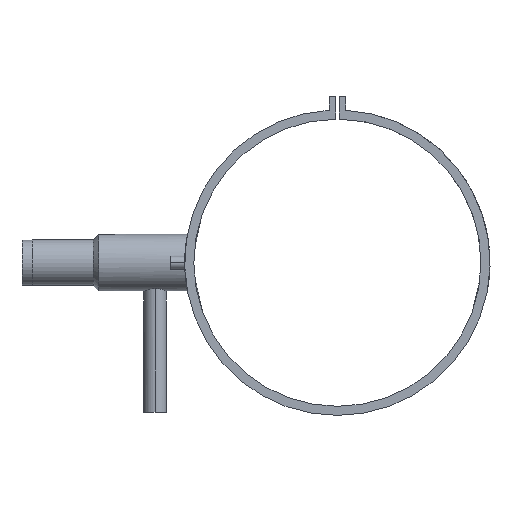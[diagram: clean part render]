
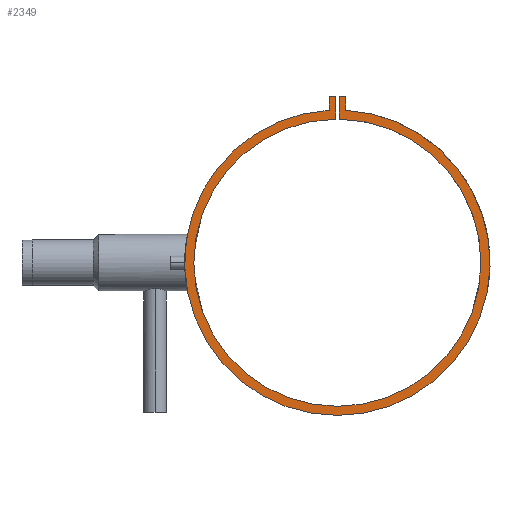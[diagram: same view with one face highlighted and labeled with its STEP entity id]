
A CAD part, left-side view. The second image highlights one B-rep face of the part: STEP entity #2349.
In plain terms, the highlighted planar face has unit normal (-1, 0, 0).
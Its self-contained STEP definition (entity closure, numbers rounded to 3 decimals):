
#131 = EDGE_CURVE ( 'NONE', #1515, #544, #2149, .T. ) ;
#134 = EDGE_CURVE ( 'NONE', #1390, #1152, #1883, .T. ) ;
#191 = LINE ( 'NONE', #1086, #1065 ) ;
#241 = DIRECTION ( 'NONE',  ( 0., -1., 0. ) ) ;
#268 = EDGE_CURVE ( 'NONE', #544, #1227, #1643, .T. ) ;
#307 = CARTESIAN_POINT ( 'NONE',  ( -80., -2., 182.258 ) ) ;
#314 = VERTEX_POINT ( 'NONE', #990 ) ;
#413 = CARTESIAN_POINT ( 'NONE',  ( -80., -9., 182.258 ) ) ;
#511 = VECTOR ( 'NONE', #241, 1000. ) ;
#519 = CARTESIAN_POINT ( 'NONE',  ( -80., 2., 182.258 ) ) ;
#542 = EDGE_CURVE ( 'NONE', #1227, #1270, #191, .T. ) ;
#544 = VERTEX_POINT ( 'NONE', #2463 ) ;
#615 = VECTOR ( 'NONE', #626, 1000. ) ;
#626 = DIRECTION ( 'NONE',  ( 0., -1., 0. ) ) ;
#652 = DIRECTION ( 'NONE',  ( 0., 0., -1. ) ) ;
#673 = DIRECTION ( 'NONE',  ( 0., 0., -1. ) ) ;
#754 = LINE ( 'NONE', #1571, #1538 ) ;
#758 = EDGE_CURVE ( 'NONE', #1270, #1033, #1638, .T. ) ;
#800 = CARTESIAN_POINT ( 'NONE',  ( -80., 2., 157.487 ) ) ;
#831 = EDGE_CURVE ( 'NONE', #314, #1515, #1331, .T. ) ;
#854 = VECTOR ( 'NONE', #1181, 1000. ) ;
#890 = PLANE ( 'NONE',  #2099 ) ;
#923 = CARTESIAN_POINT ( 'NONE',  ( -80., 0., 0. ) ) ;
#990 = CARTESIAN_POINT ( 'NONE',  ( -80., -2., 182.258 ) ) ;
#1033 = VERTEX_POINT ( 'NONE', #519 ) ;
#1065 = VECTOR ( 'NONE', #1837, 1000. ) ;
#1086 = CARTESIAN_POINT ( 'NONE',  ( -80., 9., 182.258 ) ) ;
#1152 = VERTEX_POINT ( 'NONE', #1177 ) ;
#1177 = CARTESIAN_POINT ( 'NONE',  ( -80., -2., 157.487 ) ) ;
#1181 = DIRECTION ( 'NONE',  ( 0., 0., 1. ) ) ;
#1227 = VERTEX_POINT ( 'NONE', #1927 ) ;
#1265 = EDGE_LOOP ( 'NONE', ( #1509, #1497, #1494, #1482, #1477, #1469, #1465, #1457 ) ) ;
#1270 = VERTEX_POINT ( 'NONE', #2395 ) ;
#1273 = DIRECTION ( 'NONE',  ( 0., 0., -1. ) ) ;
#1331 = LINE ( 'NONE', #2036, #511 ) ;
#1390 = VERTEX_POINT ( 'NONE', #800 ) ;
#1457 = ORIENTED_EDGE ( 'NONE', *, *, #542, .F. ) ;
#1465 = ORIENTED_EDGE ( 'NONE', *, *, #758, .F. ) ;
#1469 = ORIENTED_EDGE ( 'NONE', *, *, #1854, .F. ) ;
#1477 = ORIENTED_EDGE ( 'NONE', *, *, #134, .F. ) ;
#1482 = ORIENTED_EDGE ( 'NONE', *, *, #2207, .F. ) ;
#1494 = ORIENTED_EDGE ( 'NONE', *, *, #831, .F. ) ;
#1497 = ORIENTED_EDGE ( 'NONE', *, *, #131, .F. ) ;
#1509 = ORIENTED_EDGE ( 'NONE', *, *, #268, .F. ) ;
#1515 = VERTEX_POINT ( 'NONE', #1624 ) ;
#1538 = VECTOR ( 'NONE', #2227, 1000. ) ;
#1571 = CARTESIAN_POINT ( 'NONE',  ( -80., 2., 182.258 ) ) ;
#1624 = CARTESIAN_POINT ( 'NONE',  ( -80., -9., 182.258 ) ) ;
#1638 = LINE ( 'NONE', #2288, #615 ) ;
#1641 = AXIS2_PLACEMENT_3D ( 'NONE', #923, #1701, #2342 ) ;
#1643 = CIRCLE ( 'NONE', #1641, 167.5 ) ;
#1658 = CARTESIAN_POINT ( 'NONE',  ( -80., 0., 0. ) ) ;
#1673 = CARTESIAN_POINT ( 'NONE',  ( -80., 0., 0. ) ) ;
#1701 = DIRECTION ( 'NONE',  ( 1., 0., 0. ) ) ;
#1837 = DIRECTION ( 'NONE',  ( 0., 0., 1. ) ) ;
#1853 = AXIS2_PLACEMENT_3D ( 'NONE', #1658, #2303, #652 ) ;
#1854 = EDGE_CURVE ( 'NONE', #1033, #1390, #754, .T. ) ;
#1883 = CIRCLE ( 'NONE', #1853, 157.5 ) ;
#1885 = VECTOR ( 'NONE', #1273, 1000. ) ;
#1927 = CARTESIAN_POINT ( 'NONE',  ( -80., 9., 167.258 ) ) ;
#2036 = CARTESIAN_POINT ( 'NONE',  ( -80., -2., 182.258 ) ) ;
#2083 = LINE ( 'NONE', #307, #854 ) ;
#2099 = AXIS2_PLACEMENT_3D ( 'NONE', #1673, #2315, #673 ) ;
#2149 = LINE ( 'NONE', #413, #1885 ) ;
#2207 = EDGE_CURVE ( 'NONE', #1152, #314, #2083, .T. ) ;
#2227 = DIRECTION ( 'NONE',  ( 0., 0., -1. ) ) ;
#2288 = CARTESIAN_POINT ( 'NONE',  ( -80., 9., 182.258 ) ) ;
#2303 = DIRECTION ( 'NONE',  ( -1., 0., 0. ) ) ;
#2315 = DIRECTION ( 'NONE',  ( 1., 0., 0. ) ) ;
#2342 = DIRECTION ( 'NONE',  ( 0., 0., -1. ) ) ;
#2349 = ADVANCED_FACE ( 'NONE', ( #2465 ), #890, .F. ) ;
#2395 = CARTESIAN_POINT ( 'NONE',  ( -80., 9., 182.258 ) ) ;
#2463 = CARTESIAN_POINT ( 'NONE',  ( -80., -9., 167.258 ) ) ;
#2465 = FACE_OUTER_BOUND ( 'NONE', #1265, .T. ) ;
